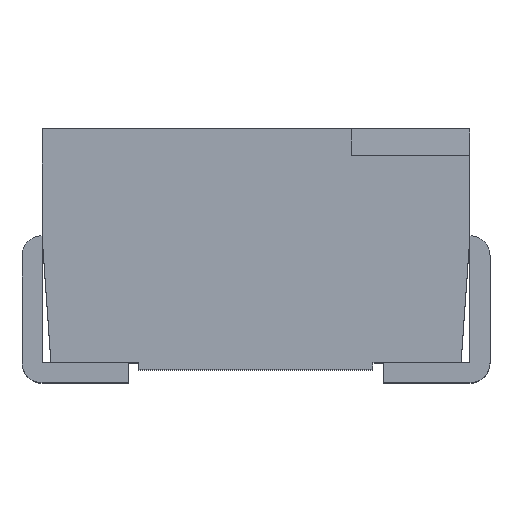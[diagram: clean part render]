
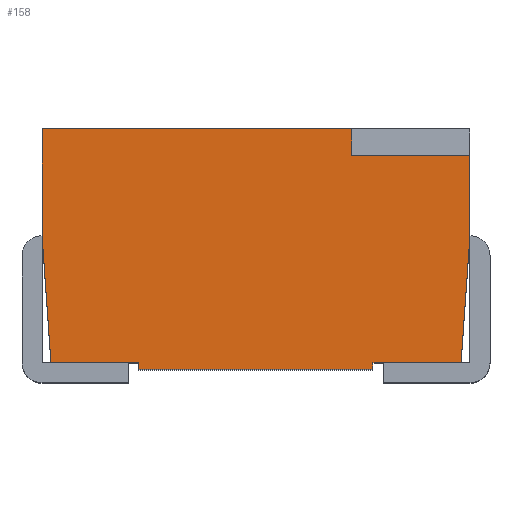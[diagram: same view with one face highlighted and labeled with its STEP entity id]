
A CAD part, top view. The second image highlights one B-rep face of the part: STEP entity #158.
In plain terms, the highlighted planar face has unit normal (0, 0, 1).
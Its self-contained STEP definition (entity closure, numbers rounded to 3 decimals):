
#55=CARTESIAN_POINT('',(-2.997,0.,1.4));
#56=DIRECTION('',(0.,0.,-1.));
#57=DIRECTION('',(-1.,0.,0.));
#58=AXIS2_PLACEMENT_3D('',#55,#56,#57);
#59=PLANE('',#58);
#60=CARTESIAN_POINT('',(0.716,0.7,1.4));
#61=VERTEX_POINT('',#60);
#62=CARTESIAN_POINT('',(0.716,0.9,1.4));
#63=VERTEX_POINT('',#62);
#64=CARTESIAN_POINT('',(0.716,0.7,1.4));
#65=DIRECTION('',(0.,1.,0.));
#66=VECTOR('',#65,0.2);
#67=LINE('',#64,#66);
#68=EDGE_CURVE('',#61,#63,#67,.T.);
#69=ORIENTED_EDGE('',*,*,#68,.T.);
#70=CARTESIAN_POINT('',(-1.6,0.9,1.4));
#71=VERTEX_POINT('',#70);
#72=CARTESIAN_POINT('',(0.716,0.9,1.4));
#73=DIRECTION('',(-1.,0.,0.));
#74=VECTOR('',#73,2.316);
#75=LINE('',#72,#74);
#76=EDGE_CURVE('',#63,#71,#75,.T.);
#77=ORIENTED_EDGE('',*,*,#76,.T.);
#78=CARTESIAN_POINT('',(-1.6,0.1,1.4));
#79=VERTEX_POINT('',#78);
#80=CARTESIAN_POINT('',(-1.6,0.1,1.4));
#81=DIRECTION('',(-0.,1.,0.));
#82=VECTOR('',#81,0.8);
#83=LINE('',#80,#82);
#84=EDGE_CURVE('',#79,#71,#83,.T.);
#85=ORIENTED_EDGE('',*,*,#84,.F.);
#86=CARTESIAN_POINT('',(-1.534,-0.85,1.4));
#87=VERTEX_POINT('',#86);
#88=CARTESIAN_POINT('',(-1.534,-0.85,1.4));
#89=DIRECTION('',(-0.07,0.998,0.));
#90=VECTOR('',#89,0.952);
#91=LINE('',#88,#90);
#92=EDGE_CURVE('',#87,#79,#91,.T.);
#93=ORIENTED_EDGE('',*,*,#92,.F.);
#94=CARTESIAN_POINT('',(-0.875,-0.85,1.4));
#95=VERTEX_POINT('',#94);
#96=CARTESIAN_POINT('',(-1.534,-0.85,1.4));
#97=DIRECTION('',(1.,0.,0.));
#98=VECTOR('',#97,0.659);
#99=LINE('',#96,#98);
#100=EDGE_CURVE('',#87,#95,#99,.T.);
#101=ORIENTED_EDGE('',*,*,#100,.T.);
#102=CARTESIAN_POINT('',(-0.875,-0.9,1.4));
#103=VERTEX_POINT('',#102);
#104=CARTESIAN_POINT('',(-0.875,-0.85,1.4));
#105=DIRECTION('',(0.,-1.,0.));
#106=VECTOR('',#105,0.05);
#107=LINE('',#104,#106);
#108=EDGE_CURVE('',#95,#103,#107,.T.);
#109=ORIENTED_EDGE('',*,*,#108,.T.);
#110=CARTESIAN_POINT('',(0.875,-0.9,1.4));
#111=VERTEX_POINT('',#110);
#112=CARTESIAN_POINT('',(0.875,-0.9,1.4));
#113=DIRECTION('',(-1.,0.,0.));
#114=VECTOR('',#113,1.75);
#115=LINE('',#112,#114);
#116=EDGE_CURVE('',#111,#103,#115,.T.);
#117=ORIENTED_EDGE('',*,*,#116,.F.);
#118=CARTESIAN_POINT('',(0.875,-0.85,1.4));
#119=VERTEX_POINT('',#118);
#120=CARTESIAN_POINT('',(0.875,-0.85,1.4));
#121=DIRECTION('',(0.,-1.,0.));
#122=VECTOR('',#121,0.05);
#123=LINE('',#120,#122);
#124=EDGE_CURVE('',#119,#111,#123,.T.);
#125=ORIENTED_EDGE('',*,*,#124,.F.);
#126=CARTESIAN_POINT('',(1.534,-0.85,1.4));
#127=VERTEX_POINT('',#126);
#128=CARTESIAN_POINT('',(1.534,-0.85,1.4));
#129=DIRECTION('',(-1.,-0.,0.));
#130=VECTOR('',#129,0.659);
#131=LINE('',#128,#130);
#132=EDGE_CURVE('',#127,#119,#131,.T.);
#133=ORIENTED_EDGE('',*,*,#132,.F.);
#134=CARTESIAN_POINT('',(1.6,0.1,1.4));
#135=VERTEX_POINT('',#134);
#136=CARTESIAN_POINT('',(1.534,-0.85,1.4));
#137=DIRECTION('',(0.07,0.998,0.));
#138=VECTOR('',#137,0.952);
#139=LINE('',#136,#138);
#140=EDGE_CURVE('',#127,#135,#139,.T.);
#141=ORIENTED_EDGE('',*,*,#140,.T.);
#142=CARTESIAN_POINT('',(1.6,0.7,1.4));
#143=VERTEX_POINT('',#142);
#144=CARTESIAN_POINT('',(1.6,0.1,1.4));
#145=DIRECTION('',(0.,1.,0.));
#146=VECTOR('',#145,0.6);
#147=LINE('',#144,#146);
#148=EDGE_CURVE('',#135,#143,#147,.T.);
#149=ORIENTED_EDGE('',*,*,#148,.T.);
#150=CARTESIAN_POINT('',(0.716,0.7,1.4));
#151=DIRECTION('',(1.,0.,-0.));
#152=VECTOR('',#151,0.884);
#153=LINE('',#150,#152);
#154=EDGE_CURVE('',#61,#143,#153,.T.);
#155=ORIENTED_EDGE('',*,*,#154,.F.);
#156=EDGE_LOOP('',(#69,#77,#85,#93,#101,#109,#117,#125,#133,#141,#149,#155));
#157=FACE_BOUND('',#156,.T.);
#158=ADVANCED_FACE('',(#157),#59,.F.);
